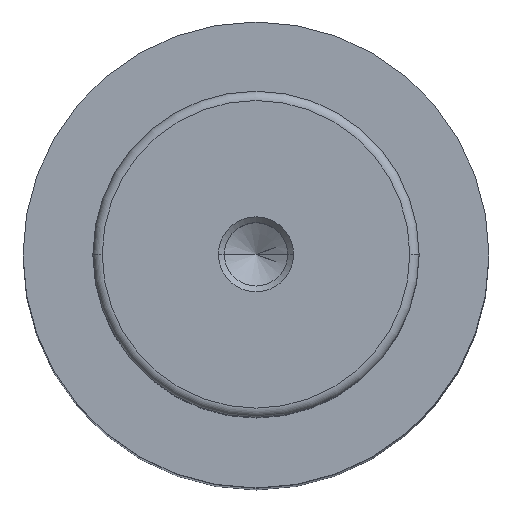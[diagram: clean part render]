
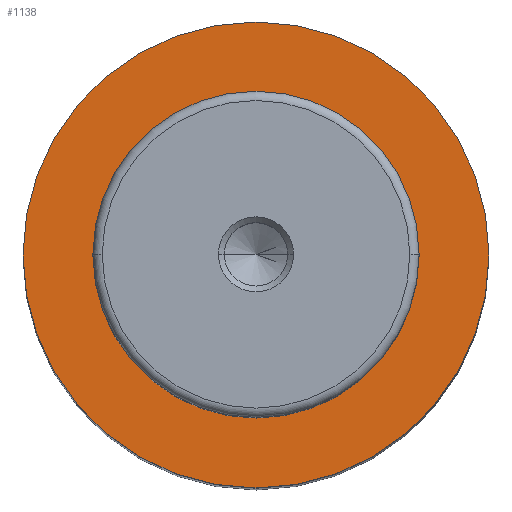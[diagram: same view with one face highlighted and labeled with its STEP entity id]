
A CAD part, top view. The second image highlights one B-rep face of the part: STEP entity #1138.
In plain terms, the highlighted planar face has unit normal (0, 0, 1).
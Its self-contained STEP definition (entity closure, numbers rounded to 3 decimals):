
#51 = CARTESIAN_POINT ( 'NONE',  ( 0., 0., 124. ) ) ;
#101 = CARTESIAN_POINT ( 'NONE',  ( 0., 0., 124. ) ) ;
#102 = VERTEX_POINT ( 'NONE', #871 ) ;
#105 = DIRECTION ( 'NONE',  ( -1., 0., 0. ) ) ;
#146 = ORIENTED_EDGE ( 'NONE', *, *, #1089, .T. ) ;
#149 = VERTEX_POINT ( 'NONE', #213 ) ;
#174 = CIRCLE ( 'NONE', #983, 25. ) ;
#178 = AXIS2_PLACEMENT_3D ( 'NONE', #101, #845, #361 ) ;
#208 = CARTESIAN_POINT ( 'NONE',  ( 0., 0., 124. ) ) ;
#211 = AXIS2_PLACEMENT_3D ( 'NONE', #51, #975, #502 ) ;
#213 = CARTESIAN_POINT ( 'NONE',  ( -25., 0., 124. ) ) ;
#237 = CIRCLE ( 'NONE', #178, 17.5 ) ;
#305 = CARTESIAN_POINT ( 'NONE',  ( 0., 0., 124. ) ) ;
#308 = PLANE ( 'NONE',  #339 ) ;
#339 = AXIS2_PLACEMENT_3D ( 'NONE', #587, #690, #877 ) ;
#361 = DIRECTION ( 'NONE',  ( -1., 0., 0. ) ) ;
#386 = DIRECTION ( 'NONE',  ( 0., 0., -1. ) ) ;
#486 = AXIS2_PLACEMENT_3D ( 'NONE', #305, #1157, #584 ) ;
#499 = EDGE_CURVE ( 'NONE', #642, #102, #237, .T. ) ;
#502 = DIRECTION ( 'NONE',  ( -1., 0., 0. ) ) ;
#584 = DIRECTION ( 'NONE',  ( -1., 0., 0. ) ) ;
#587 = CARTESIAN_POINT ( 'NONE',  ( -17.5, 0., 124. ) ) ;
#605 = EDGE_LOOP ( 'NONE', ( #146, #911 ) ) ;
#612 = EDGE_CURVE ( 'NONE', #149, #1145, #174, .T. ) ;
#642 = VERTEX_POINT ( 'NONE', #680 ) ;
#680 = CARTESIAN_POINT ( 'NONE',  ( 17.5, 0., 124. ) ) ;
#690 = DIRECTION ( 'NONE',  ( 0., 0., 1. ) ) ;
#695 = FACE_OUTER_BOUND ( 'NONE', #1078, .T. ) ;
#711 = CIRCLE ( 'NONE', #211, 17.5 ) ;
#772 = CARTESIAN_POINT ( 'NONE',  ( 25., 0., 124. ) ) ;
#840 = FACE_BOUND ( 'NONE', #605, .T. ) ;
#843 = ORIENTED_EDGE ( 'NONE', *, *, #612, .F. ) ;
#845 = DIRECTION ( 'NONE',  ( 0., 0., -1. ) ) ;
#871 = CARTESIAN_POINT ( 'NONE',  ( -17.5, 0., 124. ) ) ;
#877 = DIRECTION ( 'NONE',  ( 1., 0., 0. ) ) ;
#911 = ORIENTED_EDGE ( 'NONE', *, *, #499, .T. ) ;
#975 = DIRECTION ( 'NONE',  ( 0., 0., -1. ) ) ;
#976 = ORIENTED_EDGE ( 'NONE', *, *, #1199, .F. ) ;
#983 = AXIS2_PLACEMENT_3D ( 'NONE', #208, #386, #105 ) ;
#1078 = EDGE_LOOP ( 'NONE', ( #843, #976 ) ) ;
#1089 = EDGE_CURVE ( 'NONE', #102, #642, #711, .T. ) ;
#1138 = ADVANCED_FACE ( 'NONE', ( #840, #695 ), #308, .T. ) ;
#1139 = CIRCLE ( 'NONE', #486, 25. ) ;
#1145 = VERTEX_POINT ( 'NONE', #772 ) ;
#1157 = DIRECTION ( 'NONE',  ( 0., 0., -1. ) ) ;
#1199 = EDGE_CURVE ( 'NONE', #1145, #149, #1139, .T. ) ;
